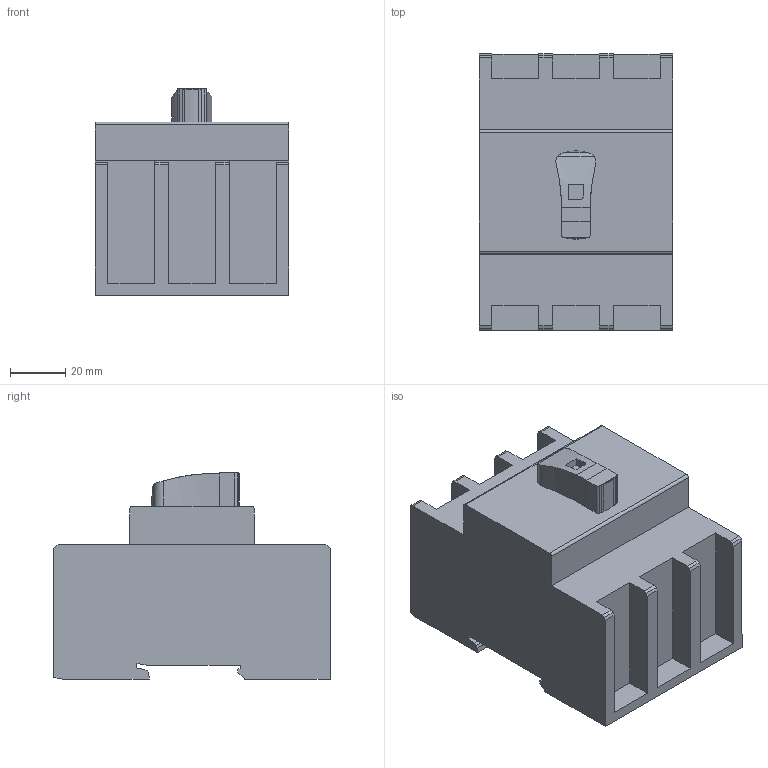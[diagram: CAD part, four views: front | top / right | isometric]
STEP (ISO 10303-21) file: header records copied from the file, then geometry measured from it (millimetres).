
FILE_DESCRIPTION((''),'2;1');
FILE_NAME('3d_GA100A.stp','2012-10-03T11:00:21',(''),(''),'Mechanical Desktop 2011','Mechanical Desktop 2011',', , ');
FILE_SCHEMA(('CONFIG_CONTROL_DESIGN'));
Length unit declared in the file: millimetre
Products named in the file (1): Product
Bounding box: 70 x 100 x 74.6 mm (x, y, z)
Volume: 334873.1 mm3; surface area: 47351.4 mm2
Topology: 3 solids, 3 shells, 99 faces, 980 edges, 1586 vertices
Faces by surface type: plane 79, cylinder 20
Entity records: 7543 total; most frequent: CARTESIAN_POINT 2090, DIRECTION 1200, VECTOR 926, LINE 926, TRIMMED_CURVE 698, ORIENTED_EDGE 550, EDGE_CURVE 275, VERTEX_POINT 183
